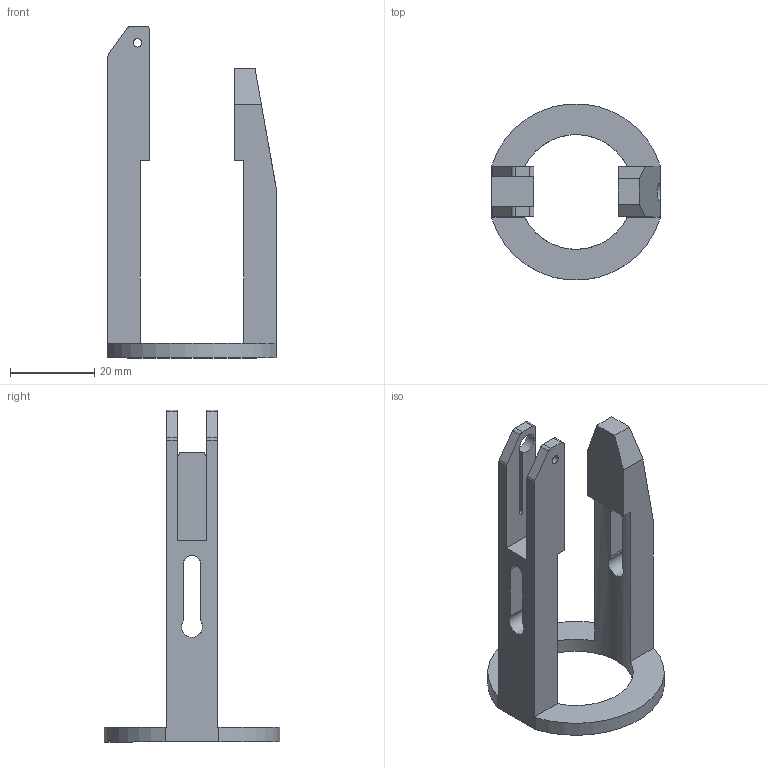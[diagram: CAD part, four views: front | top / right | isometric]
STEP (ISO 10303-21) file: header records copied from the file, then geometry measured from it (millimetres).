
FILE_DESCRIPTION((''),'2;1');
FILE_NAME('supportguide.stp','2020-07-23T12:52:52',(''),(''),'STEP Write','Mastercam 2020 ... CNC Software, Inc.','');
FILE_SCHEMA(('AUTOMOTIVE_DESIGN'));
Length unit declared in the file: millimetre
Products named in the file (1): None
Bounding box: 40 x 41.85 x 79 mm (x, y, z)
Volume: 11758.9 mm3; surface area: 8770.4 mm2
Topology: 1 solids, 1 shells, 65 faces, 186 edges, 125 vertices
Faces by surface type: plane 40, cylinder 25
Full cylindrical faces by diameter (mm): 2 x1, 3.3 x2, 27.3 x1
Entity records: 2385 total; most frequent: CARTESIAN_POINT 576, ORIENTED_EDGE 356, DIRECTION 351, EDGE_CURVE 178, VECTOR 125, LINE 125, VERTEX_POINT 121, AXIS2_PLACEMENT_3D 113
